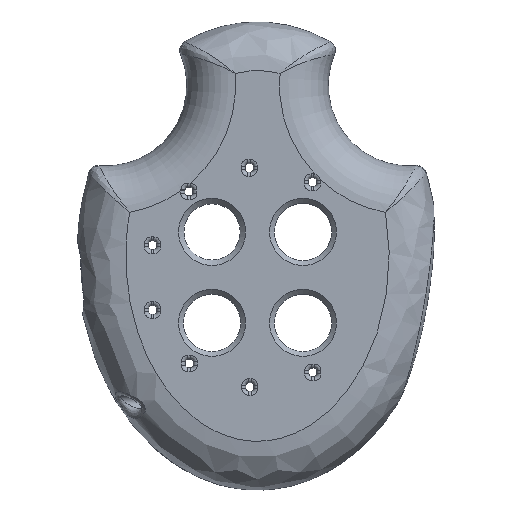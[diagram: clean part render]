
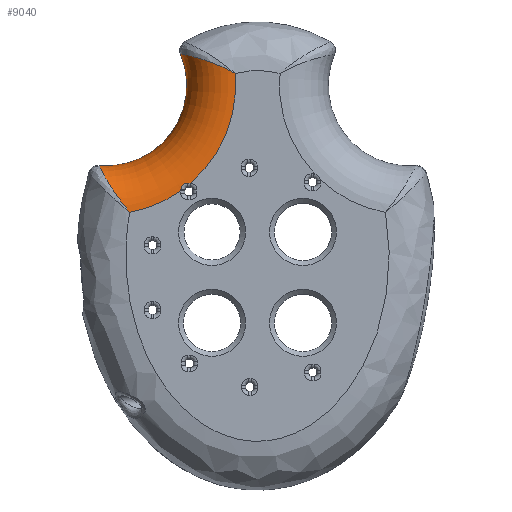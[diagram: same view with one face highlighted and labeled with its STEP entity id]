
A CAD part, top view. The second image highlights one B-rep face of the part: STEP entity #9040.
In plain terms, the highlighted toroidal (fillet/blend) face has major radius 24.115 mm and minor radius 9.1 mm.
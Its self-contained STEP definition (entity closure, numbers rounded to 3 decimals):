
#1434=TOROIDAL_SURFACE('',#9648,24.115,9.1);
#1547=FACE_OUTER_BOUND('',#2109,.T.);
#2109=EDGE_LOOP('',(#6139,#6140,#6141,#6142,#6143,#6144,#6145,#6146,#6147));
#2690=B_SPLINE_CURVE_WITH_KNOTS('',3,(#13643,#13644,#13645,#13646,#13647,
#13648,#13649,#13650,#13651,#13652),.UNSPECIFIED.,.F.,.F.,(4,1,1,1,1,2,
4),(0.,0.29,0.581,0.871,1.162,
1.452,1.453),.UNSPECIFIED.);
#2691=B_SPLINE_CURVE_WITH_KNOTS('',3,(#13656,#13657,#13658,#13659,#13660,
#13661,#13662,#13663,#13664,#13665),.UNSPECIFIED.,.F.,.F.,(4,2,1,1,1,1,
4),(-0.002,0.,0.281,0.563,0.844,
1.125,1.407),.UNSPECIFIED.);
#2692=B_SPLINE_CURVE_WITH_KNOTS('',3,(#13669,#13670,#13671,#13672),
 .UNSPECIFIED.,.F.,.F.,(4,4),(-0.016,0.),
 .UNSPECIFIED.);
#2693=B_SPLINE_CURVE_WITH_KNOTS('',3,(#13674,#13675,#13676,#13677,#13678,
#13679),.UNSPECIFIED.,.F.,.F.,(4,1,1,4),(-0.196,-0.14,
-0.084,0.),.UNSPECIFIED.);
#2694=B_SPLINE_CURVE_WITH_KNOTS('',3,(#13681,#13682,#13683,#13684),
 .UNSPECIFIED.,.F.,.F.,(4,4),(-0.05,0.),
 .UNSPECIFIED.);
#2695=B_SPLINE_CURVE_WITH_KNOTS('',3,(#13686,#13687,#13688,#13689),
 .UNSPECIFIED.,.F.,.F.,(4,4),(0.,0.006),
 .UNSPECIFIED.);
#3189=CIRCLE('',#9649,15.015);
#3190=CIRCLE('',#9650,24.115);
#3191=CIRCLE('',#9651,24.115);
#3660=VERTEX_POINT('',#13641);
#3661=VERTEX_POINT('',#13642);
#3662=VERTEX_POINT('',#13653);
#3663=VERTEX_POINT('',#13655);
#3664=VERTEX_POINT('',#13666);
#3665=VERTEX_POINT('',#13668);
#3666=VERTEX_POINT('',#13673);
#3667=VERTEX_POINT('',#13680);
#3668=VERTEX_POINT('',#13685);
#4603=EDGE_CURVE('',#3660,#3661,#2690,.T.);
#4604=EDGE_CURVE('',#3660,#3662,#3189,.T.);
#4605=EDGE_CURVE('',#3663,#3662,#2691,.T.);
#4606=EDGE_CURVE('',#3663,#3664,#3190,.T.);
#4607=EDGE_CURVE('',#3665,#3664,#2692,.T.);
#4608=EDGE_CURVE('',#3666,#3665,#2693,.T.);
#4609=EDGE_CURVE('',#3667,#3666,#2694,.T.);
#4610=EDGE_CURVE('',#3668,#3667,#2695,.T.);
#4611=EDGE_CURVE('',#3668,#3661,#3191,.T.);
#6139=ORIENTED_EDGE('',*,*,#4603,.F.);
#6140=ORIENTED_EDGE('',*,*,#4604,.T.);
#6141=ORIENTED_EDGE('',*,*,#4605,.F.);
#6142=ORIENTED_EDGE('',*,*,#4606,.T.);
#6143=ORIENTED_EDGE('',*,*,#4607,.F.);
#6144=ORIENTED_EDGE('',*,*,#4608,.F.);
#6145=ORIENTED_EDGE('',*,*,#4609,.F.);
#6146=ORIENTED_EDGE('',*,*,#4610,.F.);
#6147=ORIENTED_EDGE('',*,*,#4611,.T.);
#9040=ADVANCED_FACE('',(#1547),#1434,.T.);
#9648=AXIS2_PLACEMENT_3D('',#13640,#10623,#10624);
#9649=AXIS2_PLACEMENT_3D('',#13654,#10625,#10626);
#9650=AXIS2_PLACEMENT_3D('',#13667,#10627,#10628);
#9651=AXIS2_PLACEMENT_3D('',#13690,#10629,#10630);
#10623=DIRECTION('center_axis',(0.,0.,-1.));
#10624=DIRECTION('ref_axis',(0.808,-0.59,0.));
#10625=DIRECTION('center_axis',(0.,0.,-1.));
#10626=DIRECTION('ref_axis',(0.81,-0.587,0.));
#10627=DIRECTION('center_axis',(0.,0.,1.));
#10628=DIRECTION('ref_axis',(0.81,-0.587,0.));
#10629=DIRECTION('center_axis',(0.,0.,1.));
#10630=DIRECTION('ref_axis',(0.81,-0.587,0.));
#13640=CARTESIAN_POINT('Origin',(-28.21,31.85,20.02));
#13641=CARTESIAN_POINT('',(-14.371,37.674,20.02));
#13642=CARTESIAN_POINT('',(-4.196,34.055,29.12));
#13643=CARTESIAN_POINT('Ctrl Pts',(-14.371,37.674,20.02));
#13644=CARTESIAN_POINT('Ctrl Pts',(-14.371,37.674,21.121));
#13645=CARTESIAN_POINT('Ctrl Pts',(-13.876,37.598,23.334));
#13646=CARTESIAN_POINT('Ctrl Pts',(-12.035,37.214,25.967));
#13647=CARTESIAN_POINT('Ctrl Pts',(-9.603,36.504,27.812));
#13648=CARTESIAN_POINT('Ctrl Pts',(-6.917,35.461,28.884));
#13649=CARTESIAN_POINT('Ctrl Pts',(-5.096,34.556,29.119));
#13650=CARTESIAN_POINT('Ctrl Pts',(-4.205,34.06,29.12));
#13651=CARTESIAN_POINT('Ctrl Pts',(-4.201,34.057,29.12));
#13652=CARTESIAN_POINT('Ctrl Pts',(-4.196,34.055,29.12));
#13653=CARTESIAN_POINT('',(-29.543,16.894,20.02));
#13654=CARTESIAN_POINT('Origin',(-28.21,31.85,20.02));
#13655=CARTESIAN_POINT('',(-23.866,8.13,29.12));
#13656=CARTESIAN_POINT('Ctrl Pts',(-23.866,8.13,29.12));
#13657=CARTESIAN_POINT('Ctrl Pts',(-23.869,8.134,29.12));
#13658=CARTESIAN_POINT('Ctrl Pts',(-23.873,8.138,29.12));
#13659=CARTESIAN_POINT('Ctrl Pts',(-24.513,8.916,29.119));
#13660=CARTESIAN_POINT('Ctrl Pts',(-25.741,10.499,28.861));
#13661=CARTESIAN_POINT('Ctrl Pts',(-27.318,12.817,27.735));
#13662=CARTESIAN_POINT('Ctrl Pts',(-28.552,14.91,25.851));
#13663=CARTESIAN_POINT('Ctrl Pts',(-29.352,16.479,23.234));
#13664=CARTESIAN_POINT('Ctrl Pts',(-29.543,16.894,21.087));
#13665=CARTESIAN_POINT('Ctrl Pts',(-29.543,16.894,20.02));
#13666=CARTESIAN_POINT('',(-14.301,12.151,29.12));
#13667=CARTESIAN_POINT('Origin',(-28.21,31.85,29.12));
#13668=CARTESIAN_POINT('',(-14.308,12.322,29.119));
#13669=CARTESIAN_POINT('Ctrl Pts',(-14.308,12.322,29.119));
#13670=CARTESIAN_POINT('Ctrl Pts',(-14.305,12.265,29.12));
#13671=CARTESIAN_POINT('Ctrl Pts',(-14.303,12.208,29.12));
#13672=CARTESIAN_POINT('Ctrl Pts',(-14.301,12.151,29.12));
#13673=CARTESIAN_POINT('',(-13.071,13.587,29.111));
#13674=CARTESIAN_POINT('Ctrl Pts',(-13.071,13.587,29.111));
#13675=CARTESIAN_POINT('Ctrl Pts',(-13.265,13.596,29.106));
#13676=CARTESIAN_POINT('Ctrl Pts',(-13.647,13.522,29.092));
#13677=CARTESIAN_POINT('Ctrl Pts',(-14.171,13.105,29.093));
#13678=CARTESIAN_POINT('Ctrl Pts',(-14.32,12.619,29.115));
#13679=CARTESIAN_POINT('Ctrl Pts',(-14.308,12.322,29.119));
#13680=CARTESIAN_POINT('',(-12.553,13.565,29.12));
#13681=CARTESIAN_POINT('Ctrl Pts',(-12.553,13.565,29.12));
#13682=CARTESIAN_POINT('Ctrl Pts',(-12.726,13.572,29.119));
#13683=CARTESIAN_POINT('Ctrl Pts',(-12.899,13.58,29.117));
#13684=CARTESIAN_POINT('Ctrl Pts',(-13.071,13.587,29.111));
#13685=CARTESIAN_POINT('',(-12.492,13.561,29.12));
#13686=CARTESIAN_POINT('Ctrl Pts',(-12.492,13.561,29.12));
#13687=CARTESIAN_POINT('Ctrl Pts',(-12.513,13.563,29.12));
#13688=CARTESIAN_POINT('Ctrl Pts',(-12.533,13.564,29.12));
#13689=CARTESIAN_POINT('Ctrl Pts',(-12.553,13.565,29.12));
#13690=CARTESIAN_POINT('Origin',(-28.21,31.85,29.12));
